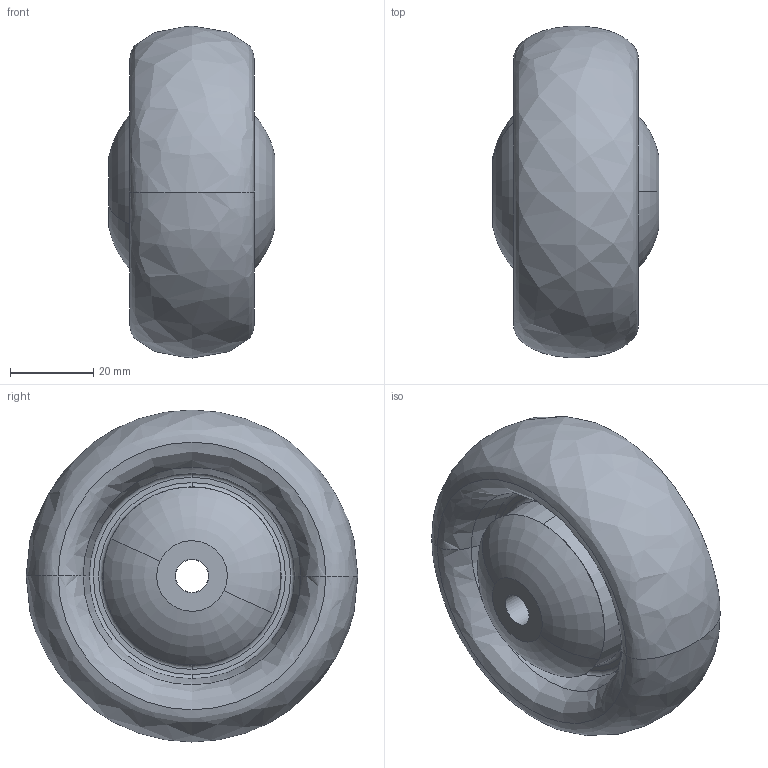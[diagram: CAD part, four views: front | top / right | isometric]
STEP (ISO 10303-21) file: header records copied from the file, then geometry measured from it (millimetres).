
FILE_DESCRIPTION (( 'STEP AP214' ), '1' );
FILE_NAME ('0033630_EPSK-080-30-40-K08-VA.step', '2018-06-07T07:22:21', ( '' ), ( '' ), 'SwSTEP 2.0', 'SolidWorks 2018', '' );
FILE_SCHEMA (( 'AUTOMOTIVE_DESIGN' ));
Length unit declared in the file: millimetre
Products named in the file (1): 0033630_EPSK-080-30-40-K08-VA
Bounding box: 40 x 79.91 x 80 mm (x, y, z)
Volume: 111135.4 mm3; surface area: 45668 mm2
Topology: 4 solids, 4 shells, 92 faces, 204 edges, 128 vertices
Faces by surface type: cone 24, torus 20, cylinder 18, plane 16, bspline 14
Entity records: 3847 total; most frequent: CARTESIAN_POINT 677, DIRECTION 496, ORIENTED_EDGE 408, AXIS2_PLACEMENT_3D 227, EDGE_CURVE 204, CIRCLE 148, VERTEX_POINT 128, EDGE_LOOP 108
